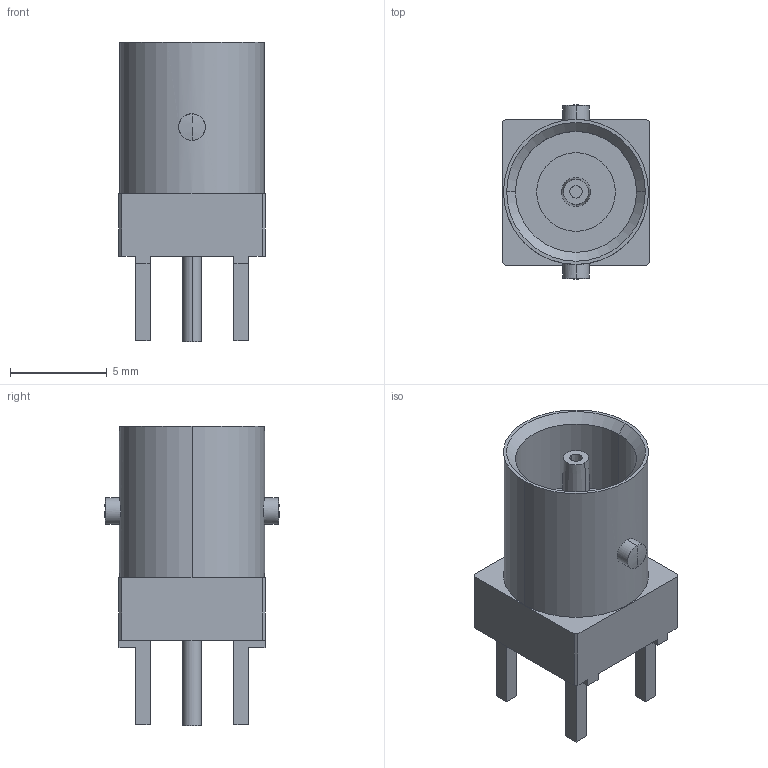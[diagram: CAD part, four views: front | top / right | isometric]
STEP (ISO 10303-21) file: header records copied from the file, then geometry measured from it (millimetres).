
FILE_DESCRIPTION(('STEP AP214'),'1');
FILE_NAME('10102.stp','2017-05-15T10:01:04',('TraceParts'),('TraceParts S.A.'),'Spatial InterOp 3D',' ',' ');
FILE_SCHEMA(('automotive_design'));
Length unit declared in the file: millimetre
Products named in the file (2): 10102_1; 10102_2
Bounding box: 7.54 x 9.02 x 15.49 mm (x, y, z)
Volume: 406.8 mm3; surface area: 582.5 mm2
Topology: 2 solids, 2 shells, 68 faces, 166 edges, 106 vertices
Faces by surface type: plane 38, cylinder 20, cone 6, sphere 4
Entity records: 2056 total; most frequent: CARTESIAN_POINT 406, DIRECTION 346, ORIENTED_EDGE 324, EDGE_CURVE 162, AXIS2_PLACEMENT_3D 118, LINE 110, VECTOR 110, VERTEX_POINT 106
